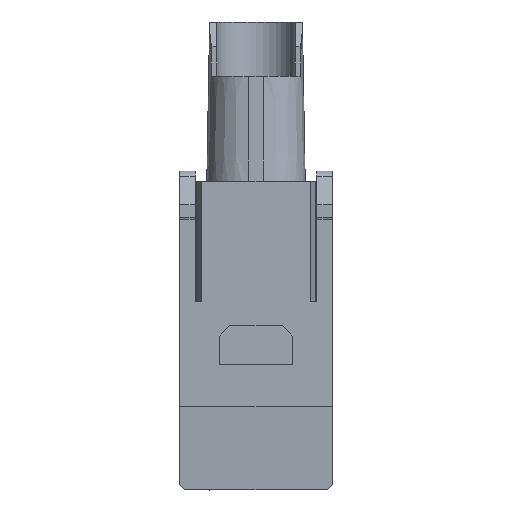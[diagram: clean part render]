
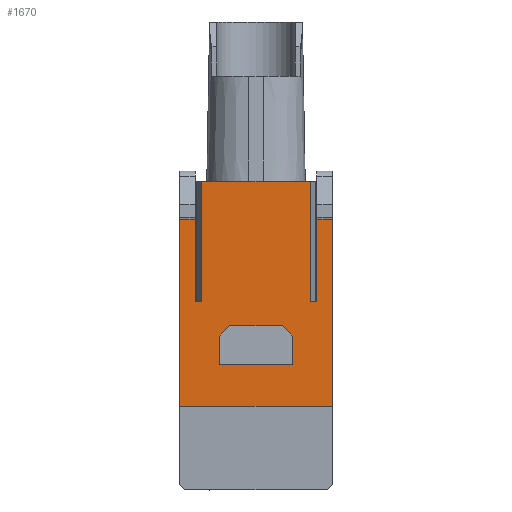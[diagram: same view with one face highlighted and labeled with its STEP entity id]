
A CAD part, left-side view. The second image highlights one B-rep face of the part: STEP entity #1670.
In plain terms, the highlighted planar face has unit normal (-1, 0, 0).
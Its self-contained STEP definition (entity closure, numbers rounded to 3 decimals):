
#1558=FACE_BOUND('',#2308,.T.);
#1559=FACE_BOUND('',#2309,.T.);
#1670=ADVANCED_FACE('',(#1558,#1559),#1908,.T.);
#1908=PLANE('',#7777);
#2308=EDGE_LOOP('',(#3026,#3027,#3028,#3029,#3030,#3031,#3032,#3033,#3034,
#3035,#3036,#3037));
#2309=EDGE_LOOP('',(#3038,#3039,#3040,#3041,#3042,#3043));
#3026=ORIENTED_EDGE('',*,*,#4884,.F.);
#3027=ORIENTED_EDGE('',*,*,#4885,.T.);
#3028=ORIENTED_EDGE('',*,*,#4886,.T.);
#3029=ORIENTED_EDGE('',*,*,#4887,.F.);
#3030=ORIENTED_EDGE('',*,*,#4888,.T.);
#3031=ORIENTED_EDGE('',*,*,#4889,.T.);
#3032=ORIENTED_EDGE('',*,*,#4890,.F.);
#3033=ORIENTED_EDGE('',*,*,#4891,.F.);
#3034=ORIENTED_EDGE('',*,*,#4892,.F.);
#3035=ORIENTED_EDGE('',*,*,#4881,.T.);
#3036=ORIENTED_EDGE('',*,*,#4893,.T.);
#3037=ORIENTED_EDGE('',*,*,#4779,.F.);
#3038=ORIENTED_EDGE('',*,*,#4894,.T.);
#3039=ORIENTED_EDGE('',*,*,#4895,.T.);
#3040=ORIENTED_EDGE('',*,*,#4896,.T.);
#3041=ORIENTED_EDGE('',*,*,#4897,.T.);
#3042=ORIENTED_EDGE('',*,*,#4898,.T.);
#3043=ORIENTED_EDGE('',*,*,#4899,.T.);
#4234=VERTEX_POINT('',#10394);
#4235=VERTEX_POINT('',#10396);
#4317=VERTEX_POINT('',#10716);
#4323=VERTEX_POINT('',#10743);
#4326=VERTEX_POINT('',#10752);
#4327=VERTEX_POINT('',#10754);
#4328=VERTEX_POINT('',#10756);
#4329=VERTEX_POINT('',#10758);
#4330=VERTEX_POINT('',#10760);
#4331=VERTEX_POINT('',#10762);
#4332=VERTEX_POINT('',#10764);
#4333=VERTEX_POINT('',#10766);
#4334=VERTEX_POINT('',#10770);
#4335=VERTEX_POINT('',#10771);
#4336=VERTEX_POINT('',#10773);
#4337=VERTEX_POINT('',#10775);
#4338=VERTEX_POINT('',#10777);
#4339=VERTEX_POINT('',#10779);
#4779=EDGE_CURVE('',#4234,#4235,#6158,.T.);
#4881=EDGE_CURVE('',#4317,#4323,#6227,.T.);
#4884=EDGE_CURVE('',#4326,#4234,#6228,.T.);
#4885=EDGE_CURVE('',#4326,#4327,#6229,.T.);
#4886=EDGE_CURVE('',#4327,#4328,#6230,.T.);
#4887=EDGE_CURVE('',#4329,#4328,#6231,.T.);
#4888=EDGE_CURVE('',#4329,#4330,#6232,.T.);
#4889=EDGE_CURVE('',#4330,#4331,#6233,.T.);
#4890=EDGE_CURVE('',#4332,#4331,#6234,.T.);
#4891=EDGE_CURVE('',#4333,#4332,#6235,.T.);
#4892=EDGE_CURVE('',#4317,#4333,#6236,.T.);
#4893=EDGE_CURVE('',#4323,#4235,#6237,.T.);
#4894=EDGE_CURVE('',#4334,#4335,#6238,.T.);
#4895=EDGE_CURVE('',#4335,#4336,#6239,.T.);
#4896=EDGE_CURVE('',#4336,#4337,#6240,.T.);
#4897=EDGE_CURVE('',#4337,#4338,#6241,.T.);
#4898=EDGE_CURVE('',#4338,#4339,#6242,.T.);
#4899=EDGE_CURVE('',#4339,#4334,#6243,.T.);
#6158=LINE('',#10395,#6780);
#6227=LINE('',#10744,#6849);
#6228=LINE('',#10751,#6850);
#6229=LINE('',#10753,#6851);
#6230=LINE('',#10755,#6852);
#6231=LINE('',#10757,#6853);
#6232=LINE('',#10759,#6854);
#6233=LINE('',#10761,#6855);
#6234=LINE('',#10763,#6856);
#6235=LINE('',#10765,#6857);
#6236=LINE('',#10767,#6858);
#6237=LINE('',#10768,#6859);
#6238=LINE('',#10769,#6860);
#6239=LINE('',#10772,#6861);
#6240=LINE('',#10774,#6862);
#6241=LINE('',#10776,#6863);
#6242=LINE('',#10778,#6864);
#6243=LINE('',#10780,#6865);
#6780=VECTOR('',#8397,1.);
#6849=VECTOR('',#8536,1.);
#6850=VECTOR('',#8545,1.);
#6851=VECTOR('',#8546,1.);
#6852=VECTOR('',#8547,1.);
#6853=VECTOR('',#8548,1.);
#6854=VECTOR('',#8549,1.);
#6855=VECTOR('',#8550,1.);
#6856=VECTOR('',#8551,1.);
#6857=VECTOR('',#8552,1.);
#6858=VECTOR('',#8553,1.);
#6859=VECTOR('',#8554,1.);
#6860=VECTOR('',#8555,1.);
#6861=VECTOR('',#8556,1.);
#6862=VECTOR('',#8557,1.);
#6863=VECTOR('',#8558,1.);
#6864=VECTOR('',#8559,1.);
#6865=VECTOR('',#8560,1.);
#7777=AXIS2_PLACEMENT_3D('',#10781,#8561,#8562);
#8397=DIRECTION('',(0.,-1.,0.));
#8536=DIRECTION('',(0.,1.,0.));
#8545=DIRECTION('',(0.,0.,1.));
#8546=DIRECTION('',(0.,1.,0.));
#8547=DIRECTION('',(0.,0.,1.));
#8548=DIRECTION('',(0.,-1.,0.));
#8549=DIRECTION('',(0.,0.,-1.));
#8550=DIRECTION('',(0.,-1.,0.));
#8551=DIRECTION('',(0.,0.,-1.));
#8552=DIRECTION('',(0.,-1.,0.));
#8553=DIRECTION('',(0.,0.,1.));
#8554=DIRECTION('',(0.,0.,1.));
#8555=DIRECTION('',(0.,0.,-1.));
#8556=DIRECTION('',(0.,1.,0.));
#8557=DIRECTION('',(0.,0.,1.));
#8558=DIRECTION('',(0.,-0.707,0.707));
#8559=DIRECTION('',(0.,-1.,0.));
#8560=DIRECTION('',(0.,-0.707,-0.707));
#8561=DIRECTION('',(-1.,0.,0.));
#8562=DIRECTION('',(0.,-1.,0.));
#10394=CARTESIAN_POINT('',(-15.15,5.2,13.8));
#10395=CARTESIAN_POINT('',(-15.15,7.3,13.8));
#10396=CARTESIAN_POINT('',(-15.15,-5.2,13.8));
#10716=CARTESIAN_POINT('',(-15.15,-5.8,2.3));
#10743=CARTESIAN_POINT('',(-15.15,-5.2,2.3));
#10744=CARTESIAN_POINT('',(-15.15,-7.3,2.3));
#10751=CARTESIAN_POINT('',(-15.15,5.2,2.3));
#10752=CARTESIAN_POINT('',(-15.15,5.2,2.3));
#10753=CARTESIAN_POINT('',(-15.15,5.2,2.3));
#10754=CARTESIAN_POINT('',(-15.15,5.8,2.3));
#10755=CARTESIAN_POINT('',(-15.15,5.8,2.3));
#10756=CARTESIAN_POINT('',(-15.15,5.8,10.15));
#10757=CARTESIAN_POINT('',(-15.15,7.3,10.15));
#10758=CARTESIAN_POINT('',(-15.15,7.3,10.15));
#10759=CARTESIAN_POINT('',(-15.15,7.3,-5.7));
#10760=CARTESIAN_POINT('',(-15.15,7.3,-7.7));
#10761=CARTESIAN_POINT('',(-15.15,8.76,-7.7));
#10762=CARTESIAN_POINT('',(-15.15,-7.3,-7.7));
#10763=CARTESIAN_POINT('',(-15.15,-7.3,-5.7));
#10764=CARTESIAN_POINT('',(-15.15,-7.3,10.15));
#10765=CARTESIAN_POINT('',(-15.15,-5.8,10.15));
#10766=CARTESIAN_POINT('',(-15.15,-5.8,10.15));
#10767=CARTESIAN_POINT('',(-15.15,-5.8,2.3));
#10768=CARTESIAN_POINT('',(-15.15,-5.2,2.3));
#10769=CARTESIAN_POINT('',(-15.15,-3.5,-1.));
#10770=CARTESIAN_POINT('',(-15.15,-3.5,-1.));
#10771=CARTESIAN_POINT('',(-15.15,-3.5,-3.7));
#10772=CARTESIAN_POINT('',(-15.15,-3.5,-3.7));
#10773=CARTESIAN_POINT('',(-15.15,3.5,-3.7));
#10774=CARTESIAN_POINT('',(-15.15,3.5,-3.7));
#10775=CARTESIAN_POINT('',(-15.15,3.5,-1.));
#10776=CARTESIAN_POINT('',(-15.15,3.5,-1.));
#10777=CARTESIAN_POINT('',(-15.15,2.5,0.));
#10778=CARTESIAN_POINT('',(-15.15,2.5,0.));
#10779=CARTESIAN_POINT('',(-15.15,-2.5,0.));
#10780=CARTESIAN_POINT('',(-15.15,-2.5,0.));
#10781=CARTESIAN_POINT('',(-15.15,-7.3,-5.7));
